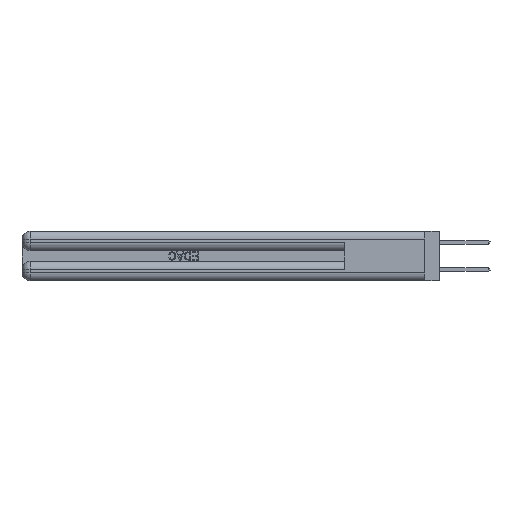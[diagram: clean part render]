
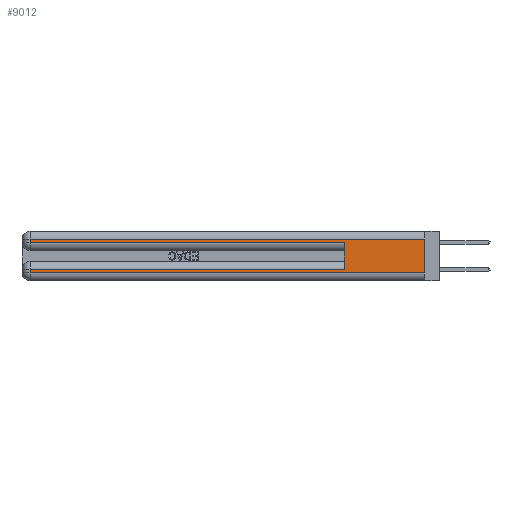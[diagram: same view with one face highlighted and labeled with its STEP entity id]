
A CAD part, left-side view. The second image highlights one B-rep face of the part: STEP entity #9012.
In plain terms, the highlighted planar face has unit normal (-1, 0, 0).
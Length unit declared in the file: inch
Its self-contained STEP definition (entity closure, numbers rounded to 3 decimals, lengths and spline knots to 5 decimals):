
#832 = DIRECTION ( 'NONE',  ( 0., 0., -1. ) ) ;
#1144 = ORIENTED_EDGE ( 'NONE', *, *, #28899, .F. ) ;
#1963 = VECTOR ( 'NONE', #23248, 39.37008 ) ;
#2063 = EDGE_CURVE ( 'NONE', #9303, #3106, #38743, .T. ) ;
#2186 = CARTESIAN_POINT ( 'NONE',  ( 0., 0., 0.31 ) ) ;
#2961 = EDGE_CURVE ( 'NONE', #9303, #37497, #38701, .T. ) ;
#3106 = VERTEX_POINT ( 'NONE', #7527 ) ;
#3207 = DIRECTION ( 'NONE',  ( 0., 0., -1. ) ) ;
#3210 = ORIENTED_EDGE ( 'NONE', *, *, #12059, .T. ) ;
#3686 = DIRECTION ( 'NONE',  ( 0., 0., 1. ) ) ;
#4001 = VERTEX_POINT ( 'NONE', #23945 ) ;
#4832 = LINE ( 'NONE', #2186, #1963 ) ;
#5018 = EDGE_CURVE ( 'NONE', #11410, #4001, #35242, .T. ) ;
#5383 = ORIENTED_EDGE ( 'NONE', *, *, #2961, .F. ) ;
#5555 = VECTOR ( 'NONE', #3207, 39.37008 ) ;
#7009 = CARTESIAN_POINT ( 'NONE',  ( 0., 0.6, 0.145 ) ) ;
#7527 = CARTESIAN_POINT ( 'NONE',  ( 0., 2.94, 0.085 ) ) ;
#7811 = DIRECTION ( 'NONE',  ( 0., 0., -1. ) ) ;
#8725 = CARTESIAN_POINT ( 'NONE',  ( 0., 0., 0.06 ) ) ;
#9012 = ADVANCED_FACE ( 'NONE', ( #26240 ), #20948, .F. ) ;
#9303 = VERTEX_POINT ( 'NONE', #23102 ) ;
#9656 = CARTESIAN_POINT ( 'NONE',  ( 0., 0.6, 0.285 ) ) ;
#10817 = AXIS2_PLACEMENT_3D ( 'NONE', #12597, #17939, #7811 ) ;
#11410 = VERTEX_POINT ( 'NONE', #21040 ) ;
#11952 = DIRECTION ( 'NONE',  ( 0., -1., 0. ) ) ;
#12059 = EDGE_CURVE ( 'NONE', #4001, #37497, #14513, .T. ) ;
#12597 = CARTESIAN_POINT ( 'NONE',  ( 0., 0., 0.37 ) ) ;
#12909 = CARTESIAN_POINT ( 'NONE',  ( 0., 2.94, 0.37 ) ) ;
#12957 = CARTESIAN_POINT ( 'NONE',  ( 0., 0., 0.085 ) ) ;
#13001 = VERTEX_POINT ( 'NONE', #32454 ) ;
#14513 = LINE ( 'NONE', #15245, #29386 ) ;
#15245 = CARTESIAN_POINT ( 'NONE',  ( 0., 0., 0.285 ) ) ;
#16159 = VECTOR ( 'NONE', #34538, 39.37008 ) ;
#16175 = ORIENTED_EDGE ( 'NONE', *, *, #5018, .T. ) ;
#17939 = DIRECTION ( 'NONE',  ( 1., 0., 0. ) ) ;
#18191 = VECTOR ( 'NONE', #832, 39.37008 ) ;
#20158 = ORIENTED_EDGE ( 'NONE', *, *, #39448, .T. ) ;
#20613 = DIRECTION ( 'NONE',  ( 0., 0., -1. ) ) ;
#20753 = CARTESIAN_POINT ( 'NONE',  ( 0., 2.94, 0.37 ) ) ;
#20948 = PLANE ( 'NONE',  #10817 ) ;
#21040 = CARTESIAN_POINT ( 'NONE',  ( 0., 2.94, 0.31 ) ) ;
#21220 = ORIENTED_EDGE ( 'NONE', *, *, #2063, .T. ) ;
#23102 = CARTESIAN_POINT ( 'NONE',  ( 0., 0.6, 0.085 ) ) ;
#23248 = DIRECTION ( 'NONE',  ( 0., 1., 0. ) ) ;
#23945 = CARTESIAN_POINT ( 'NONE',  ( 0., 2.94, 0.285 ) ) ;
#23964 = VERTEX_POINT ( 'NONE', #39069 ) ;
#25398 = ORIENTED_EDGE ( 'NONE', *, *, #33443, .T. ) ;
#26240 = FACE_OUTER_BOUND ( 'NONE', #34060, .T. ) ;
#27208 = DIRECTION ( 'NONE',  ( 0., -1., 0. ) ) ;
#28533 = CARTESIAN_POINT ( 'NONE',  ( 0., 0., 0.37 ) ) ;
#28899 = EDGE_CURVE ( 'NONE', #13001, #23964, #33110, .T. ) ;
#29089 = CARTESIAN_POINT ( 'NONE',  ( 0., 2.94, 0.06 ) ) ;
#29132 = EDGE_CURVE ( 'NONE', #13001, #11410, #4832, .T. ) ;
#29148 = LINE ( 'NONE', #8725, #37273 ) ;
#29386 = VECTOR ( 'NONE', #27208, 39.37008 ) ;
#31980 = VECTOR ( 'NONE', #3686, 39.37008 ) ;
#32454 = CARTESIAN_POINT ( 'NONE',  ( 0., 0., 0.31 ) ) ;
#33110 = LINE ( 'NONE', #28533, #18191 ) ;
#33443 = EDGE_CURVE ( 'NONE', #3106, #34680, #37675, .T. ) ;
#34060 = EDGE_LOOP ( 'NONE', ( #1144, #38423, #16175, #3210, #5383, #21220, #25398, #20158 ) ) ;
#34538 = DIRECTION ( 'NONE',  ( 0., 1., 0. ) ) ;
#34680 = VERTEX_POINT ( 'NONE', #29089 ) ;
#35242 = LINE ( 'NONE', #12909, #5555 ) ;
#37228 = VECTOR ( 'NONE', #20613, 39.37008 ) ;
#37273 = VECTOR ( 'NONE', #11952, 39.37008 ) ;
#37497 = VERTEX_POINT ( 'NONE', #9656 ) ;
#37675 = LINE ( 'NONE', #20753, #37228 ) ;
#38423 = ORIENTED_EDGE ( 'NONE', *, *, #29132, .T. ) ;
#38701 = LINE ( 'NONE', #7009, #31980 ) ;
#38743 = LINE ( 'NONE', #12957, #16159 ) ;
#39069 = CARTESIAN_POINT ( 'NONE',  ( 0., 0., 0.06 ) ) ;
#39448 = EDGE_CURVE ( 'NONE', #34680, #23964, #29148, .T. ) ;
